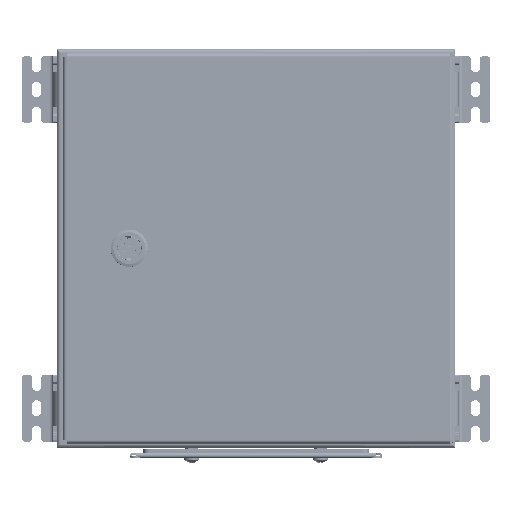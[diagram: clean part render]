
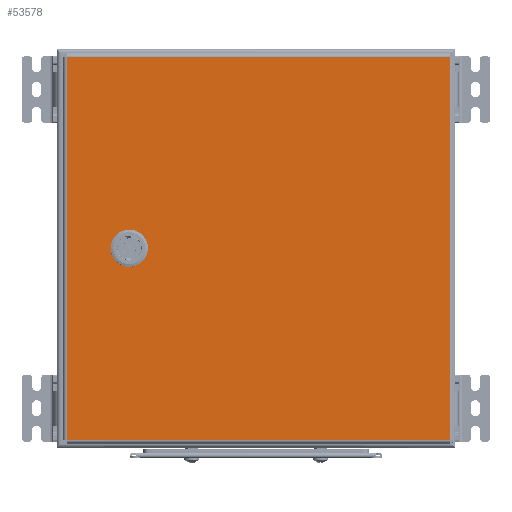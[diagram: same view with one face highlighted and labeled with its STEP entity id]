
A CAD part, top view. The second image highlights one B-rep face of the part: STEP entity #53578.
In plain terms, the highlighted planar face has unit normal (0, 0, 1).
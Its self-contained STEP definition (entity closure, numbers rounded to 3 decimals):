
#270 = VECTOR ( 'NONE', #1737, 1000. ) ;
#530 = VERTEX_POINT ( 'NONE', #20209 ) ;
#1439 = ORIENTED_EDGE ( 'NONE', *, *, #33932, .T. ) ;
#1737 = DIRECTION ( 'NONE',  ( 1., 0., 0. ) ) ;
#2078 = LINE ( 'NONE', #24719, #6679 ) ;
#2321 = EDGE_CURVE ( 'NONE', #530, #8671, #24752, .T. ) ;
#3508 = VERTEX_POINT ( 'NONE', #6610 ) ;
#3788 = CARTESIAN_POINT ( 'NONE',  ( -101.637, -10.25, 0. ) ) ;
#4491 = CARTESIAN_POINT ( 'NONE',  ( -92.363, -10.25, 0. ) ) ;
#5295 = VECTOR ( 'NONE', #37163, 1000. ) ;
#5920 = CARTESIAN_POINT ( 'NONE',  ( 144.793, 144., 0. ) ) ;
#6342 = DIRECTION ( 'NONE',  ( 0., 1., 0. ) ) ;
#6610 = CARTESIAN_POINT ( 'NONE',  ( -86.75, -4.637, 0. ) ) ;
#6679 = VECTOR ( 'NONE', #62964, 1000. ) ;
#6699 = CARTESIAN_POINT ( 'NONE',  ( -86.75, 0., 0. ) ) ;
#8261 = DIRECTION ( 'NONE',  ( 0., 1., 0. ) ) ;
#8314 = DIRECTION ( 'NONE',  ( 0., -1., 0. ) ) ;
#8671 = VERTEX_POINT ( 'NONE', #51909 ) ;
#8906 = VERTEX_POINT ( 'NONE', #31886 ) ;
#10986 = DIRECTION ( 'NONE',  ( 0., 0., 1. ) ) ;
#11014 = VECTOR ( 'NONE', #59651, 1000. ) ;
#11526 = DIRECTION ( 'NONE',  ( 0., 0., -1. ) ) ;
#12467 = EDGE_CURVE ( 'NONE', #56979, #530, #56802, .T. ) ;
#12473 = DIRECTION ( 'NONE',  ( 1., 0., 0. ) ) ;
#13159 = CARTESIAN_POINT ( 'NONE',  ( -97., 0., 0. ) ) ;
#13494 = CIRCLE ( 'NONE', #62988, 11.25 ) ;
#13520 = VECTOR ( 'NONE', #8314, 1000. ) ;
#15355 = LINE ( 'NONE', #31509, #11014 ) ;
#15444 = EDGE_CURVE ( 'NONE', #25164, #56979, #57969, .T. ) ;
#18584 = CIRCLE ( 'NONE', #68078, 11.25 ) ;
#20084 = ORIENTED_EDGE ( 'NONE', *, *, #49338, .F. ) ;
#20112 = CARTESIAN_POINT ( 'NONE',  ( -144., 144.793, 0. ) ) ;
#20209 = CARTESIAN_POINT ( 'NONE',  ( 144., -144., 0. ) ) ;
#20357 = EDGE_CURVE ( 'NONE', #60685, #3508, #13494, .T. ) ;
#21400 = DIRECTION ( 'NONE',  ( 1., 0., 0. ) ) ;
#21934 = FACE_BOUND ( 'NONE', #37841, .T. ) ;
#22440 = EDGE_CURVE ( 'NONE', #66379, #60157, #63193, .T. ) ;
#22953 = VERTEX_POINT ( 'NONE', #3788 ) ;
#23214 = ORIENTED_EDGE ( 'NONE', *, *, #45505, .F. ) ;
#23355 = ORIENTED_EDGE ( 'NONE', *, *, #31354, .T. ) ;
#24719 = CARTESIAN_POINT ( 'NONE',  ( -107.25, 0., 0. ) ) ;
#24752 = LINE ( 'NONE', #47087, #41572 ) ;
#25164 = VERTEX_POINT ( 'NONE', #44474 ) ;
#25939 = ORIENTED_EDGE ( 'NONE', *, *, #12467, .T. ) ;
#26295 = DIRECTION ( 'NONE',  ( 1., 0., 0. ) ) ;
#28037 = CARTESIAN_POINT ( 'NONE',  ( -107.25, -4.637, 0. ) ) ;
#29827 = ORIENTED_EDGE ( 'NONE', *, *, #40726, .F. ) ;
#30453 = CARTESIAN_POINT ( 'NONE',  ( -86.75, 4.637, 0. ) ) ;
#31247 = ORIENTED_EDGE ( 'NONE', *, *, #22440, .F. ) ;
#31354 = EDGE_CURVE ( 'NONE', #8671, #25164, #38572, .T. ) ;
#31509 = CARTESIAN_POINT ( 'NONE',  ( 0., -10.25, 0. ) ) ;
#31886 = CARTESIAN_POINT ( 'NONE',  ( -92.363, 10.25, 0. ) ) ;
#33402 = DIRECTION ( 'NONE',  ( -1., 0., 0. ) ) ;
#33932 = EDGE_CURVE ( 'NONE', #54644, #60157, #2078, .T. ) ;
#35856 = DIRECTION ( 'NONE',  ( 1., 0., 0. ) ) ;
#36774 = CIRCLE ( 'NONE', #42580, 11.25 ) ;
#37163 = DIRECTION ( 'NONE',  ( -1., 0., 0. ) ) ;
#37826 = EDGE_CURVE ( 'NONE', #45281, #8906, #36774, .T. ) ;
#37841 = EDGE_LOOP ( 'NONE', ( #38226, #23214, #47074, #20084, #29827, #1439, #31247, #56371 ) ) ;
#38226 = ORIENTED_EDGE ( 'NONE', *, *, #37826, .F. ) ;
#38572 = LINE ( 'NONE', #5920, #5295 ) ;
#39841 = CARTESIAN_POINT ( 'NONE',  ( 0., 10.25, 0. ) ) ;
#40537 = DIRECTION ( 'NONE',  ( 1., 0., 0. ) ) ;
#40726 = EDGE_CURVE ( 'NONE', #54644, #22953, #18584, .T. ) ;
#41572 = VECTOR ( 'NONE', #8261, 1000. ) ;
#42317 = AXIS2_PLACEMENT_3D ( 'NONE', #60490, #11526, #33402 ) ;
#42580 = AXIS2_PLACEMENT_3D ( 'NONE', #51044, #46664, #40537 ) ;
#44279 = EDGE_CURVE ( 'NONE', #66379, #8906, #50725, .T. ) ;
#44474 = CARTESIAN_POINT ( 'NONE',  ( -144., 144., 0. ) ) ;
#45281 = VERTEX_POINT ( 'NONE', #30453 ) ;
#45505 = EDGE_CURVE ( 'NONE', #3508, #45281, #51653, .T. ) ;
#45906 = DIRECTION ( 'NONE',  ( 0., 0., 1. ) ) ;
#46664 = DIRECTION ( 'NONE',  ( 0., 0., 1. ) ) ;
#46990 = AXIS2_PLACEMENT_3D ( 'NONE', #13159, #45906, #12473 ) ;
#47074 = ORIENTED_EDGE ( 'NONE', *, *, #20357, .F. ) ;
#47087 = CARTESIAN_POINT ( 'NONE',  ( 144., -144.793, 0. ) ) ;
#49338 = EDGE_CURVE ( 'NONE', #22953, #60685, #15355, .T. ) ;
#50725 = LINE ( 'NONE', #39841, #270 ) ;
#51044 = CARTESIAN_POINT ( 'NONE',  ( -97., 0., 0. ) ) ;
#51653 = LINE ( 'NONE', #6699, #67123 ) ;
#51909 = CARTESIAN_POINT ( 'NONE',  ( 144., 144., 0. ) ) ;
#53578 = ADVANCED_FACE ( 'NONE', ( #21934, #54370 ), #59413, .F. ) ;
#53669 = CARTESIAN_POINT ( 'NONE',  ( -101.637, 10.25, 0. ) ) ;
#54370 = FACE_OUTER_BOUND ( 'NONE', #69504, .T. ) ;
#54583 = ORIENTED_EDGE ( 'NONE', *, *, #15444, .T. ) ;
#54644 = VERTEX_POINT ( 'NONE', #28037 ) ;
#54725 = ORIENTED_EDGE ( 'NONE', *, *, #2321, .T. ) ;
#56371 = ORIENTED_EDGE ( 'NONE', *, *, #44279, .T. ) ;
#56802 = LINE ( 'NONE', #62602, #66284 ) ;
#56979 = VERTEX_POINT ( 'NONE', #57491 ) ;
#57491 = CARTESIAN_POINT ( 'NONE',  ( -144., -144., 0. ) ) ;
#57969 = LINE ( 'NONE', #20112, #13520 ) ;
#59413 = PLANE ( 'NONE',  #42317 ) ;
#59651 = DIRECTION ( 'NONE',  ( 1., 0., 0. ) ) ;
#60157 = VERTEX_POINT ( 'NONE', #65169 ) ;
#60490 = CARTESIAN_POINT ( 'NONE',  ( 0., 0., 0. ) ) ;
#60685 = VERTEX_POINT ( 'NONE', #4491 ) ;
#62602 = CARTESIAN_POINT ( 'NONE',  ( -144.793, -144., 0. ) ) ;
#62964 = DIRECTION ( 'NONE',  ( 0., 1., 0. ) ) ;
#62988 = AXIS2_PLACEMENT_3D ( 'NONE', #70637, #65222, #26295 ) ;
#63193 = CIRCLE ( 'NONE', #46990, 11.25 ) ;
#65169 = CARTESIAN_POINT ( 'NONE',  ( -107.25, 4.637, 0. ) ) ;
#65222 = DIRECTION ( 'NONE',  ( 0., 0., 1. ) ) ;
#65735 = CARTESIAN_POINT ( 'NONE',  ( -97., 0., 0. ) ) ;
#66284 = VECTOR ( 'NONE', #35856, 1000. ) ;
#66379 = VERTEX_POINT ( 'NONE', #53669 ) ;
#67123 = VECTOR ( 'NONE', #6342, 1000. ) ;
#68078 = AXIS2_PLACEMENT_3D ( 'NONE', #65735, #10986, #21400 ) ;
#69504 = EDGE_LOOP ( 'NONE', ( #25939, #54725, #23355, #54583 ) ) ;
#70637 = CARTESIAN_POINT ( 'NONE',  ( -97., 0., 0. ) ) ;
